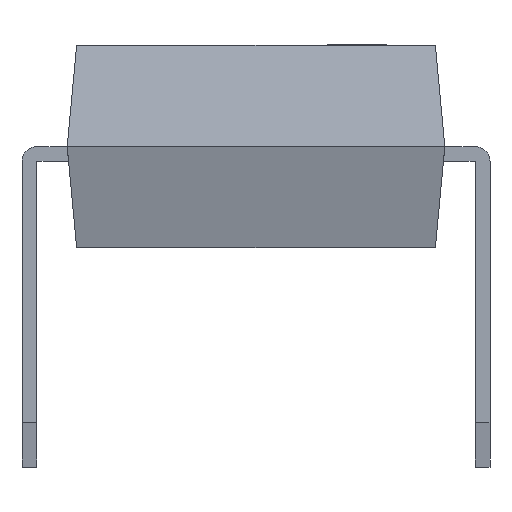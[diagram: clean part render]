
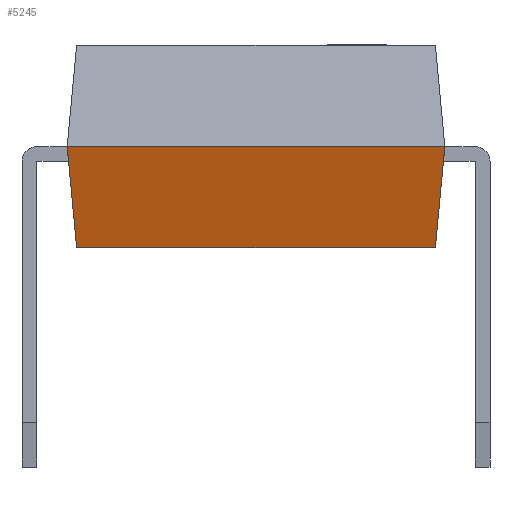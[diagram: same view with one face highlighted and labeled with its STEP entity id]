
A CAD part, front view. The second image highlights one B-rep face of the part: STEP entity #5245.
In plain terms, the highlighted free-form (B-spline) face has degree [1, 1] with [2, 2] control points.
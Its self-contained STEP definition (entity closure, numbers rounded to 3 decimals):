
#1258 = VERTEX_POINT('',#1259);
#1259 = CARTESIAN_POINT('',(3.175,-9.653,2.21));
#1280 = EDGE_CURVE('',#1281,#1258,#1283,.T.);
#1281 = VERTEX_POINT('',#1282);
#1282 = CARTESIAN_POINT('',(-3.175,-9.653,2.21));
#1283 = LINE('',#1284,#1285);
#1284 = CARTESIAN_POINT('',(-3.175,-9.653,2.21));
#1285 = VECTOR('',#1286,1.);
#1286 = DIRECTION('',(1.,0.,0.));
#4764 = EDGE_CURVE('',#1258,#4765,#4767,.T.);
#4765 = VERTEX_POINT('',#4766);
#4766 = CARTESIAN_POINT('',(3.016,-9.17,0.51));
#4767 = B_SPLINE_CURVE_WITH_KNOTS('',1,(#4768,#4769),.UNSPECIFIED.,.F.,
  .F.,(2,2),(0.,1.),.PIECEWISE_BEZIER_KNOTS.);
#4768 = CARTESIAN_POINT('',(3.175,-9.653,2.21));
#4769 = CARTESIAN_POINT('',(3.016,-9.17,0.51));
#5245 = ADVANCED_FACE('',(#5246),#5263,.F.);
#5246 = FACE_BOUND('',#5247,.F.);
#5247 = EDGE_LOOP('',(#5248,#5249,#5250,#5258));
#5248 = ORIENTED_EDGE('',*,*,#1280,.T.);
#5249 = ORIENTED_EDGE('',*,*,#4764,.T.);
#5250 = ORIENTED_EDGE('',*,*,#5251,.F.);
#5251 = EDGE_CURVE('',#5252,#4765,#5254,.T.);
#5252 = VERTEX_POINT('',#5253);
#5253 = CARTESIAN_POINT('',(-3.016,-9.17,0.51));
#5254 = LINE('',#5255,#5256);
#5255 = CARTESIAN_POINT('',(-3.016,-9.17,0.51));
#5256 = VECTOR('',#5257,1.);
#5257 = DIRECTION('',(1.,0.,0.));
#5258 = ORIENTED_EDGE('',*,*,#5259,.F.);
#5259 = EDGE_CURVE('',#1281,#5252,#5260,.T.);
#5260 = B_SPLINE_CURVE_WITH_KNOTS('',1,(#5261,#5262),.UNSPECIFIED.,.F.,
  .F.,(2,2),(0.,1.),.PIECEWISE_BEZIER_KNOTS.);
#5261 = CARTESIAN_POINT('',(-3.175,-9.653,2.21));
#5262 = CARTESIAN_POINT('',(-3.016,-9.17,0.51));
#5263 = B_SPLINE_SURFACE_WITH_KNOTS('',1,1,(
    (#5264,#5265)
    ,(#5266,#5267
    )),.UNSPECIFIED.,.F.,.F.,.F.,(2,2),(2,2),(0.,6.35),(0.,1.),
  .PIECEWISE_BEZIER_KNOTS.);
#5264 = CARTESIAN_POINT('',(-3.175,-9.653,2.21));
#5265 = CARTESIAN_POINT('',(-3.016,-9.17,0.51));
#5266 = CARTESIAN_POINT('',(3.175,-9.653,2.21));
#5267 = CARTESIAN_POINT('',(3.016,-9.17,0.51));
